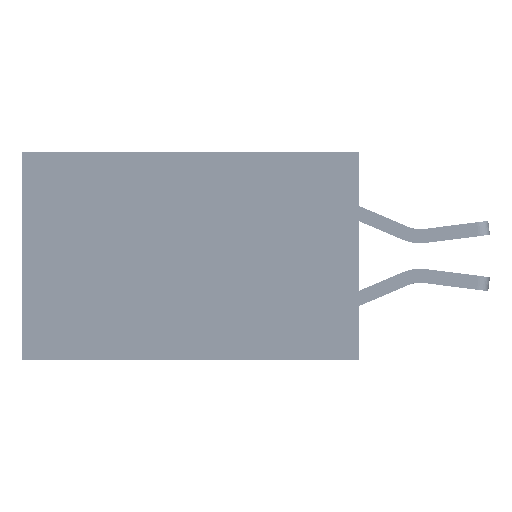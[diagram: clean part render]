
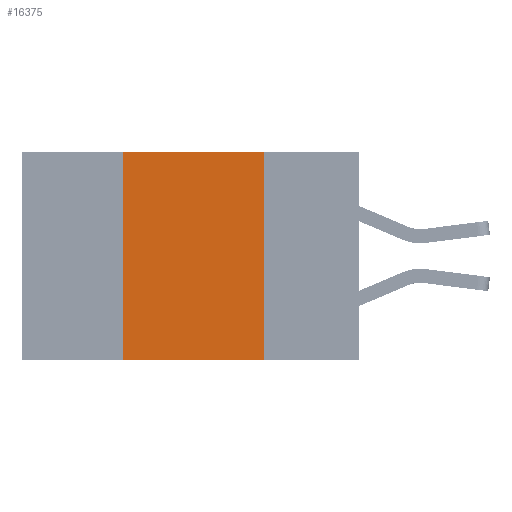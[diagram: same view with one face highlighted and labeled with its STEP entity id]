
A CAD part, left-side view. The second image highlights one B-rep face of the part: STEP entity #16375.
In plain terms, the highlighted planar face has unit normal (-1, 0, 0).
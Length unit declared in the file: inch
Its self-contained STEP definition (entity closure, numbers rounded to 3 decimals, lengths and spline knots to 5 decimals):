
#407 = CARTESIAN_POINT ( 'NONE',  ( 0., 0.6, 0. ) ) ;
#2427 = CARTESIAN_POINT ( 'NONE',  ( 0., 0.6, -0.37 ) ) ;
#3003 = CARTESIAN_POINT ( 'NONE',  ( 0., 0.17, 0. ) ) ;
#3407 = CARTESIAN_POINT ( 'NONE',  ( 0., 0.6, 0. ) ) ;
#4662 = CARTESIAN_POINT ( 'NONE',  ( 0., 0.42, -0.37 ) ) ;
#4682 = LINE ( 'NONE', #3407, #44863 ) ;
#5324 = EDGE_LOOP ( 'NONE', ( #22341, #27166, #14364, #39879 ) ) ;
#6360 = VERTEX_POINT ( 'NONE', #28755 ) ;
#6765 = DIRECTION ( 'NONE',  ( 0., -1., 0. ) ) ;
#7952 = EDGE_CURVE ( 'NONE', #23508, #13871, #37412, .T. ) ;
#11047 = VECTOR ( 'NONE', #40934, 39.37008 ) ;
#11848 = FACE_OUTER_BOUND ( 'NONE', #5324, .T. ) ;
#13003 = DIRECTION ( 'NONE',  ( 0., 0., 1. ) ) ;
#13871 = VERTEX_POINT ( 'NONE', #20094 ) ;
#14364 = ORIENTED_EDGE ( 'NONE', *, *, #17994, .F. ) ;
#14692 = VECTOR ( 'NONE', #13003, 39.37008 ) ;
#16115 = PLANE ( 'NONE',  #34673 ) ;
#16375 = ADVANCED_FACE ( 'NONE', ( #11848 ), #16115, .F. ) ;
#17641 = LINE ( 'NONE', #17785, #11047 ) ;
#17785 = CARTESIAN_POINT ( 'NONE',  ( 0., 0.17, 0. ) ) ;
#17994 = EDGE_CURVE ( 'NONE', #23508, #6360, #24896, .T. ) ;
#18865 = EDGE_CURVE ( 'NONE', #19759, #13871, #17641, .T. ) ;
#19759 = VERTEX_POINT ( 'NONE', #3003 ) ;
#20094 = CARTESIAN_POINT ( 'NONE',  ( 0., 0.17, -0.37 ) ) ;
#22341 = ORIENTED_EDGE ( 'NONE', *, *, #18865, .F. ) ;
#23508 = VERTEX_POINT ( 'NONE', #4662 ) ;
#24896 = LINE ( 'NONE', #39663, #14692 ) ;
#26627 = EDGE_CURVE ( 'NONE', #6360, #19759, #4682, .T. ) ;
#27166 = ORIENTED_EDGE ( 'NONE', *, *, #26627, .F. ) ;
#28755 = CARTESIAN_POINT ( 'NONE',  ( 0., 0.42, 0. ) ) ;
#34673 = AXIS2_PLACEMENT_3D ( 'NONE', #407, #35252, #38762 ) ;
#35252 = DIRECTION ( 'NONE',  ( 1., 0., 0. ) ) ;
#35415 = DIRECTION ( 'NONE',  ( 0., -1., 0. ) ) ;
#37412 = LINE ( 'NONE', #2427, #49488 ) ;
#38762 = DIRECTION ( 'NONE',  ( 0., 0., -1. ) ) ;
#39663 = CARTESIAN_POINT ( 'NONE',  ( 0., 0.42, 0. ) ) ;
#39879 = ORIENTED_EDGE ( 'NONE', *, *, #7952, .T. ) ;
#40934 = DIRECTION ( 'NONE',  ( 0., 0., -1. ) ) ;
#44863 = VECTOR ( 'NONE', #35415, 39.37008 ) ;
#49488 = VECTOR ( 'NONE', #6765, 39.37008 ) ;
